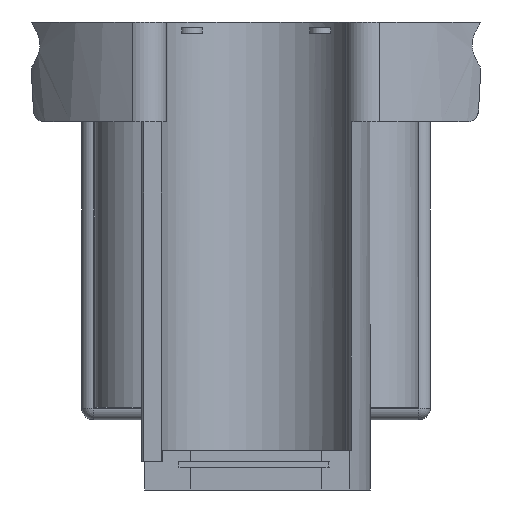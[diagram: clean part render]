
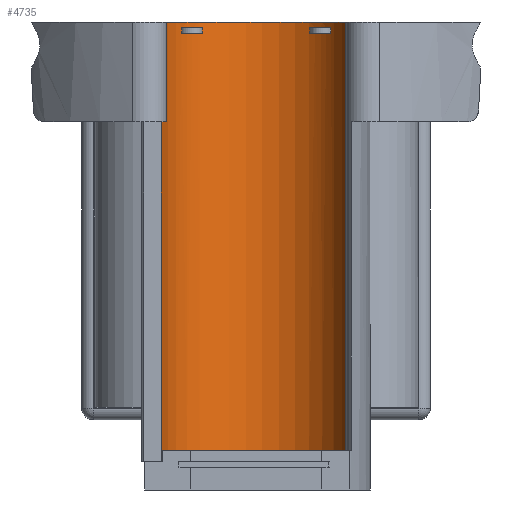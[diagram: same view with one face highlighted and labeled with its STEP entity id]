
A CAD part, left-side view. The second image highlights one B-rep face of the part: STEP entity #4735.
In plain terms, the highlighted cylindrical face has radius 8.5 mm (diameter 17 mm), a partial arc.
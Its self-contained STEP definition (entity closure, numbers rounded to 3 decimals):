
#37=FACE_BOUND('',#649,.T.);
#38=FACE_BOUND('',#650,.T.);
#382=FACE_OUTER_BOUND('',#648,.T.);
#648=EDGE_LOOP('',(#4237,#4238,#4239,#4240,#4241,#4242,#4243,#4244,#4245,
#4246,#4247,#4248));
#649=EDGE_LOOP('',(#4249,#4250,#4251,#4252));
#650=EDGE_LOOP('',(#4253,#4254,#4255,#4256));
#702=CIRCLE('',#4940,8.5);
#705=CIRCLE('',#4943,8.5);
#722=CIRCLE('',#4969,8.5);
#755=CIRCLE('',#5091,8.5);
#756=CIRCLE('',#5093,8.5);
#757=CIRCLE('',#5094,8.5);
#758=CIRCLE('',#5095,8.5);
#759=CIRCLE('',#5096,8.5);
#760=CIRCLE('',#5097,8.5);
#761=CIRCLE('',#5098,8.5);
#1345=LINE('',#14212,#1722);
#1354=LINE('',#14231,#1731);
#1355=LINE('',#14233,#1732);
#1356=LINE('',#14236,#1733);
#1357=LINE('',#14237,#1734);
#1358=LINE('',#14239,#1735);
#1359=LINE('',#14243,#1736);
#1360=LINE('',#14247,#1737);
#1361=LINE('',#14251,#1738);
#1362=LINE('',#14255,#1739);
#1722=VECTOR('',#6093,10.);
#1731=VECTOR('',#6114,10.);
#1732=VECTOR('',#6115,10.);
#1733=VECTOR('',#6118,10.);
#1734=VECTOR('',#6119,10.);
#1735=VECTOR('',#6120,10.);
#1736=VECTOR('',#6123,10.);
#1737=VECTOR('',#6126,10.);
#1738=VECTOR('',#6129,10.);
#1739=VECTOR('',#6132,10.);
#2022=VERTEX_POINT('',#10196);
#2023=VERTEX_POINT('',#10198);
#2028=VERTEX_POINT('',#10208);
#2029=VERTEX_POINT('',#10210);
#2091=VERTEX_POINT('',#10354);
#2092=VERTEX_POINT('',#10356);
#2201=VERTEX_POINT('',#14209);
#2202=VERTEX_POINT('',#14211);
#2206=VERTEX_POINT('',#14227);
#2207=VERTEX_POINT('',#14232);
#2208=VERTEX_POINT('',#14234);
#2209=VERTEX_POINT('',#14238);
#2210=VERTEX_POINT('',#14241);
#2211=VERTEX_POINT('',#14242);
#2212=VERTEX_POINT('',#14244);
#2213=VERTEX_POINT('',#14246);
#2214=VERTEX_POINT('',#14249);
#2215=VERTEX_POINT('',#14250);
#2216=VERTEX_POINT('',#14252);
#2217=VERTEX_POINT('',#14254);
#2601=EDGE_CURVE('',#2023,#2022,#702,.T.);
#2607=EDGE_CURVE('',#2029,#2028,#705,.T.);
#2681=EDGE_CURVE('',#2091,#2092,#722,.T.);
#2885=EDGE_CURVE('',#2202,#2201,#1345,.T.);
#2893=EDGE_CURVE('',#2201,#2206,#755,.T.);
#2895=EDGE_CURVE('',#2029,#2206,#1354,.T.);
#2896=EDGE_CURVE('',#2028,#2207,#1355,.T.);
#2897=EDGE_CURVE('',#2207,#2208,#756,.T.);
#2898=EDGE_CURVE('',#2208,#2023,#1356,.T.);
#2899=EDGE_CURVE('',#2022,#2092,#1357,.T.);
#2900=EDGE_CURVE('',#2091,#2209,#1358,.T.);
#2901=EDGE_CURVE('',#2202,#2209,#757,.T.);
#2902=EDGE_CURVE('',#2210,#2211,#1359,.T.);
#2903=EDGE_CURVE('',#2211,#2212,#758,.T.);
#2904=EDGE_CURVE('',#2212,#2213,#1360,.T.);
#2905=EDGE_CURVE('',#2213,#2210,#759,.T.);
#2906=EDGE_CURVE('',#2214,#2215,#1361,.T.);
#2907=EDGE_CURVE('',#2215,#2216,#760,.T.);
#2908=EDGE_CURVE('',#2216,#2217,#1362,.T.);
#2909=EDGE_CURVE('',#2217,#2214,#761,.T.);
#4237=ORIENTED_EDGE('',*,*,#2885,.T.);
#4238=ORIENTED_EDGE('',*,*,#2893,.T.);
#4239=ORIENTED_EDGE('',*,*,#2895,.F.);
#4240=ORIENTED_EDGE('',*,*,#2607,.T.);
#4241=ORIENTED_EDGE('',*,*,#2896,.T.);
#4242=ORIENTED_EDGE('',*,*,#2897,.T.);
#4243=ORIENTED_EDGE('',*,*,#2898,.T.);
#4244=ORIENTED_EDGE('',*,*,#2601,.T.);
#4245=ORIENTED_EDGE('',*,*,#2899,.T.);
#4246=ORIENTED_EDGE('',*,*,#2681,.F.);
#4247=ORIENTED_EDGE('',*,*,#2900,.T.);
#4248=ORIENTED_EDGE('',*,*,#2901,.F.);
#4249=ORIENTED_EDGE('',*,*,#2902,.T.);
#4250=ORIENTED_EDGE('',*,*,#2903,.T.);
#4251=ORIENTED_EDGE('',*,*,#2904,.T.);
#4252=ORIENTED_EDGE('',*,*,#2905,.T.);
#4253=ORIENTED_EDGE('',*,*,#2906,.T.);
#4254=ORIENTED_EDGE('',*,*,#2907,.T.);
#4255=ORIENTED_EDGE('',*,*,#2908,.T.);
#4256=ORIENTED_EDGE('',*,*,#2909,.T.);
#4500=CYLINDRICAL_SURFACE('',#5092,8.5);
#4735=ADVANCED_FACE('',(#382,#37,#38),#4500,.F.);
#4940=AXIS2_PLACEMENT_3D('',#10199,#5584,#5585);
#4943=AXIS2_PLACEMENT_3D('',#10211,#5593,#5594);
#4969=AXIS2_PLACEMENT_3D('',#10357,#5702,#5703);
#5091=AXIS2_PLACEMENT_3D('',#14228,#6109,#6110);
#5092=AXIS2_PLACEMENT_3D('',#14230,#6112,#6113);
#5093=AXIS2_PLACEMENT_3D('',#14235,#6116,#6117);
#5094=AXIS2_PLACEMENT_3D('',#14240,#6121,#6122);
#5095=AXIS2_PLACEMENT_3D('',#14245,#6124,#6125);
#5096=AXIS2_PLACEMENT_3D('',#14248,#6127,#6128);
#5097=AXIS2_PLACEMENT_3D('',#14253,#6130,#6131);
#5098=AXIS2_PLACEMENT_3D('',#14256,#6133,#6134);
#5584=DIRECTION('center_axis',(0.,0.,
1.));
#5585=DIRECTION('ref_axis',(1.,0.,0.));
#5593=DIRECTION('center_axis',(0.,0.,
1.));
#5594=DIRECTION('ref_axis',(1.,0.,0.));
#5702=DIRECTION('center_axis',(0.,0.,
1.));
#5703=DIRECTION('ref_axis',(1.,0.,0.));
#6093=DIRECTION('',(0.,0.,1.));
#6109=DIRECTION('center_axis',(0.,0.,-1.));
#6110=DIRECTION('ref_axis',(1.,0.,0.));
#6112=DIRECTION('center_axis',(0.,0.,-1.));
#6113=DIRECTION('ref_axis',(1.,0.,0.));
#6114=DIRECTION('',(0.,0.,-1.));
#6115=DIRECTION('',(0.,0.,-1.));
#6116=DIRECTION('center_axis',(0.,0.,
1.));
#6117=DIRECTION('ref_axis',(1.,0.,0.));
#6118=DIRECTION('',(0.,0.,1.));
#6119=DIRECTION('',(0.,0.,-1.));
#6120=DIRECTION('',(0.,0.,-1.));
#6121=DIRECTION('center_axis',(0.,0.,1.));
#6122=DIRECTION('ref_axis',(-0.375,-0.927,0.));
#6123=DIRECTION('',(0.,0.,1.));
#6124=DIRECTION('center_axis',(0.,0.,
-1.));
#6125=DIRECTION('ref_axis',(1.,0.,0.));
#6126=DIRECTION('',(0.,0.,-1.));
#6127=DIRECTION('center_axis',(0.,0.,
1.));
#6128=DIRECTION('ref_axis',(1.,0.,0.));
#6129=DIRECTION('',(0.,0.,1.));
#6130=DIRECTION('center_axis',(0.,0.,
-1.));
#6131=DIRECTION('ref_axis',(1.,0.,0.));
#6132=DIRECTION('',(0.,0.,-1.));
#6133=DIRECTION('center_axis',(0.,0.,
1.));
#6134=DIRECTION('ref_axis',(1.,0.,0.));
#10196=CARTESIAN_POINT('',(-17.499,7.878,0.));
#10198=CARTESIAN_POINT('',(-16.101,8.308,0.));
#10199=CARTESIAN_POINT('Origin',(-14.314,-0.002,
0.));
#10208=CARTESIAN_POINT('',(-12.101,8.205,0.));
#10210=CARTESIAN_POINT('',(-17.501,-7.882,0.));
#10211=CARTESIAN_POINT('Origin',(-14.314,-0.002,
0.));
#10354=CARTESIAN_POINT('',(-16.101,8.308,-8.75));
#10356=CARTESIAN_POINT('',(-17.499,7.878,-8.75));
#10357=CARTESIAN_POINT('Origin',(-14.314,-0.002,
-8.75));
#14209=CARTESIAN_POINT('',(-12.101,8.205,-37.5));
#14211=CARTESIAN_POINT('',(-12.101,8.205,-38.5));
#14212=CARTESIAN_POINT('',(-12.101,8.205,0.));
#14227=CARTESIAN_POINT('',(-17.501,-7.882,-37.5));
#14228=CARTESIAN_POINT('Origin',(-14.314,-0.002,
-37.5));
#14230=CARTESIAN_POINT('Origin',(-14.314,-0.002,
0.));
#14231=CARTESIAN_POINT('',(-17.501,-7.882,0.));
#14232=CARTESIAN_POINT('',(-12.101,8.205,-1.5));
#14233=CARTESIAN_POINT('',(-12.101,8.205,0.));
#14234=CARTESIAN_POINT('',(-16.101,8.308,-1.5));
#14235=CARTESIAN_POINT('Origin',(-14.314,-0.002,
-1.5));
#14236=CARTESIAN_POINT('',(-16.101,8.308,0.));
#14237=CARTESIAN_POINT('',(-17.499,7.878,0.));
#14238=CARTESIAN_POINT('',(-16.101,8.308,-38.5));
#14239=CARTESIAN_POINT('',(-16.101,8.308,-8.75));
#14240=CARTESIAN_POINT('Origin',(-14.314,-0.002,
-38.5));
#14241=CARTESIAN_POINT('',(-7.557,-5.16,-1.));
#14242=CARTESIAN_POINT('',(-7.557,-5.16,-0.5));
#14243=CARTESIAN_POINT('',(-7.557,-5.16,-0.5));
#14244=CARTESIAN_POINT('',(-8.91,-6.564,-0.5));
#14245=CARTESIAN_POINT('Origin',(-14.314,-0.002,
-0.5));
#14246=CARTESIAN_POINT('',(-8.91,-6.564,-1.));
#14247=CARTESIAN_POINT('',(-8.91,-6.564,-0.5));
#14248=CARTESIAN_POINT('Origin',(-14.314,-0.002,
-1.));
#14249=CARTESIAN_POINT('',(-8.868,6.525,-1.));
#14250=CARTESIAN_POINT('',(-8.868,6.525,-0.5));
#14251=CARTESIAN_POINT('',(-8.868,6.525,-0.5));
#14252=CARTESIAN_POINT('',(-7.507,5.089,-0.5));
#14253=CARTESIAN_POINT('Origin',(-14.314,-0.002,
-0.5));
#14254=CARTESIAN_POINT('',(-7.507,5.089,-1.));
#14255=CARTESIAN_POINT('',(-7.507,5.089,-0.5));
#14256=CARTESIAN_POINT('Origin',(-14.314,-0.002,
-1.));
